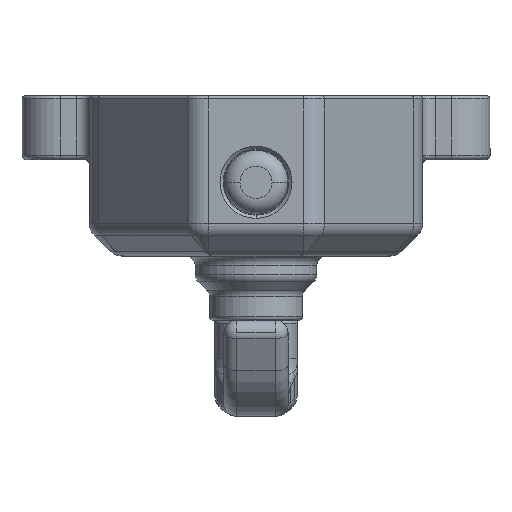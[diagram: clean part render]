
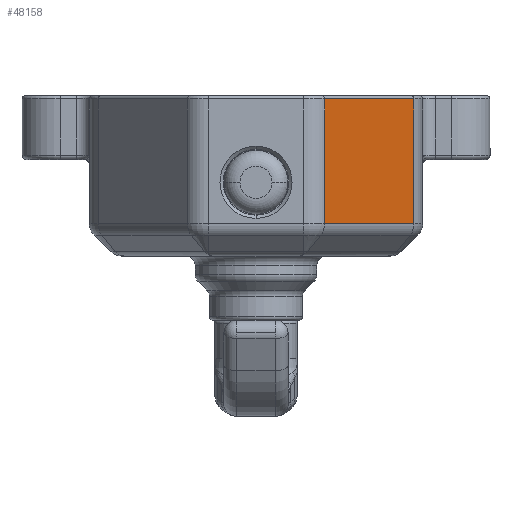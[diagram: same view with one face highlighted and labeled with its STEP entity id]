
A CAD part, front view. The second image highlights one B-rep face of the part: STEP entity #48158.
In plain terms, the highlighted face is planar.
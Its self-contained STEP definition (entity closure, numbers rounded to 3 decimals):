
#1024 = VERTEX_POINT ( 'NONE', #21307 ) ;
#2253 = AXIS2_PLACEMENT_3D ( 'NONE', #47546, #42019, #76763 ) ;
#2878 = EDGE_CURVE ( 'NONE', #5018, #77130, #25046, .T. ) ;
#5018 = VERTEX_POINT ( 'NONE', #20433 ) ;
#5322 = CARTESIAN_POINT ( 'NONE',  ( 162.245, -49.287, -25.5 ) ) ;
#7373 = EDGE_LOOP ( 'NONE', ( #30329, #45754, #37066, #60153 ) ) ;
#8200 = VECTOR ( 'NONE', #46478, 1000. ) ;
#10624 = CARTESIAN_POINT ( 'NONE',  ( 162.245, -49.287, 14.429 ) ) ;
#13932 = VECTOR ( 'NONE', #29734, 1000. ) ;
#16235 = VECTOR ( 'NONE', #72493, 1000. ) ;
#20433 = CARTESIAN_POINT ( 'NONE',  ( 162.245, -49.287, -24.5 ) ) ;
#21307 = CARTESIAN_POINT ( 'NONE',  ( 162.245, -49.287, 14.429 ) ) ;
#24364 = CARTESIAN_POINT ( 'NONE',  ( 202.089, -21.389, -25.5 ) ) ;
#25046 = LINE ( 'NONE', #62487, #67821 ) ;
#29734 = DIRECTION ( 'NONE',  ( 0., 0., -1. ) ) ;
#30297 = EDGE_CURVE ( 'NONE', #1024, #5018, #77480, .T. ) ;
#30329 = ORIENTED_EDGE ( 'NONE', *, *, #54471, .T. ) ;
#34832 = EDGE_CURVE ( 'NONE', #46146, #1024, #45686, .T. ) ;
#36095 = PLANE ( 'NONE',  #2253 ) ;
#37066 = ORIENTED_EDGE ( 'NONE', *, *, #30297, .T. ) ;
#42019 = DIRECTION ( 'NONE',  ( -0.574, 0.819, 0. ) ) ;
#45686 = LINE ( 'NONE', #10624, #8200 ) ;
#45754 = ORIENTED_EDGE ( 'NONE', *, *, #34832, .T. ) ;
#46146 = VERTEX_POINT ( 'NONE', #49462 ) ;
#46478 = DIRECTION ( 'NONE',  ( -0.819, -0.574, 0. ) ) ;
#47546 = CARTESIAN_POINT ( 'NONE',  ( 205.5, -19., -25.5 ) ) ;
#48158 = ADVANCED_FACE ( 'NONE', ( #58976 ), #36095, .F. ) ;
#49462 = CARTESIAN_POINT ( 'NONE',  ( 202.089, -21.389, 14.429 ) ) ;
#54471 = EDGE_CURVE ( 'NONE', #77130, #46146, #73243, .T. ) ;
#55007 = DIRECTION ( 'NONE',  ( 0.819, 0.574, 0. ) ) ;
#58976 = FACE_OUTER_BOUND ( 'NONE', #7373, .T. ) ;
#60153 = ORIENTED_EDGE ( 'NONE', *, *, #2878, .T. ) ;
#62487 = CARTESIAN_POINT ( 'NONE',  ( 202.089, -21.389, -24.5 ) ) ;
#67821 = VECTOR ( 'NONE', #55007, 1000. ) ;
#69503 = CARTESIAN_POINT ( 'NONE',  ( 202.089, -21.389, -24.5 ) ) ;
#72493 = DIRECTION ( 'NONE',  ( 0., 0., 1. ) ) ;
#73243 = LINE ( 'NONE', #24364, #16235 ) ;
#76763 = DIRECTION ( 'NONE',  ( 0., 0., -1. ) ) ;
#77130 = VERTEX_POINT ( 'NONE', #69503 ) ;
#77480 = LINE ( 'NONE', #5322, #13932 ) ;
